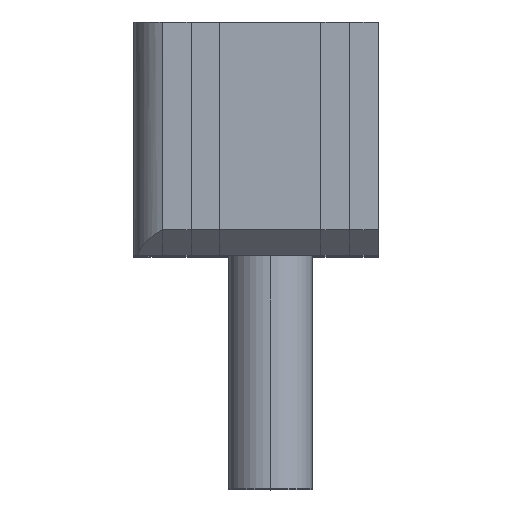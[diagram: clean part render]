
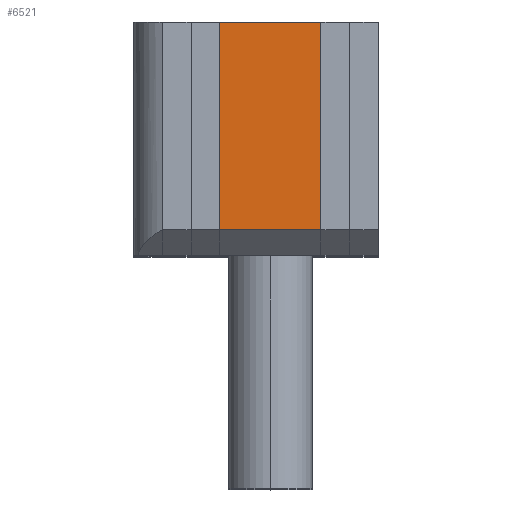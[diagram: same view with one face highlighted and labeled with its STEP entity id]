
A CAD part, top view. The second image highlights one B-rep face of the part: STEP entity #6521.
In plain terms, the highlighted planar face has unit normal (0, 0, 1).
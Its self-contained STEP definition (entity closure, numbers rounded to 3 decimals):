
#26 = FACE_OUTER_BOUND ( 'NONE', #7042, .T. ) ;
#50 = VERTEX_POINT ( 'NONE', #6407 ) ;
#198 = VERTEX_POINT ( 'NONE', #587 ) ;
#230 = EDGE_CURVE ( 'NONE', #50, #198, #2513, .T. ) ;
#587 = CARTESIAN_POINT ( 'NONE',  ( -2.6, 6.5, 30. ) ) ;
#702 = CARTESIAN_POINT ( 'NONE',  ( 2.6, 6.5, 30. ) ) ;
#857 = ORIENTED_EDGE ( 'NONE', *, *, #5371, .F. ) ;
#1264 = LINE ( 'NONE', #5347, #5045 ) ;
#1858 = DIRECTION ( 'NONE',  ( 0., -1., 0. ) ) ;
#2285 = VECTOR ( 'NONE', #3182, 1000. ) ;
#2335 = CARTESIAN_POINT ( 'NONE',  ( 2.6, 0., 30. ) ) ;
#2393 = DIRECTION ( 'NONE',  ( -1., 0., 0. ) ) ;
#2476 = PLANE ( 'NONE',  #5708 ) ;
#2513 = LINE ( 'NONE', #702, #6698 ) ;
#2553 = ORIENTED_EDGE ( 'NONE', *, *, #230, .T. ) ;
#2992 = DIRECTION ( 'NONE',  ( 0., 0., -1. ) ) ;
#3182 = DIRECTION ( 'NONE',  ( -1., 0., 0. ) ) ;
#3655 = CARTESIAN_POINT ( 'NONE',  ( -2.6, -4.2, 30. ) ) ;
#3681 = DIRECTION ( 'NONE',  ( 0., -1., 0. ) ) ;
#3698 = CARTESIAN_POINT ( 'NONE',  ( 2.6, -4.2, 30. ) ) ;
#4127 = ORIENTED_EDGE ( 'NONE', *, *, #4782, .T. ) ;
#4568 = VECTOR ( 'NONE', #1858, 1000. ) ;
#4782 = EDGE_CURVE ( 'NONE', #198, #7276, #1264, .T. ) ;
#5045 = VECTOR ( 'NONE', #3681, 1000. ) ;
#5347 = CARTESIAN_POINT ( 'NONE',  ( -2.6, 0., 30. ) ) ;
#5371 = EDGE_CURVE ( 'NONE', #7074, #7276, #7300, .T. ) ;
#5708 = AXIS2_PLACEMENT_3D ( 'NONE', #7812, #2992, #2393 ) ;
#6168 = EDGE_CURVE ( 'NONE', #50, #7074, #6992, .T. ) ;
#6407 = CARTESIAN_POINT ( 'NONE',  ( 2.6, 6.5, 30. ) ) ;
#6521 = ADVANCED_FACE ( 'NONE', ( #26 ), #2476, .F. ) ;
#6698 = VECTOR ( 'NONE', #7186, 1000. ) ;
#6845 = ORIENTED_EDGE ( 'NONE', *, *, #6168, .F. ) ;
#6992 = LINE ( 'NONE', #2335, #4568 ) ;
#7042 = EDGE_LOOP ( 'NONE', ( #4127, #857, #6845, #2553 ) ) ;
#7074 = VERTEX_POINT ( 'NONE', #7258 ) ;
#7186 = DIRECTION ( 'NONE',  ( -1., 0., 0. ) ) ;
#7258 = CARTESIAN_POINT ( 'NONE',  ( 2.6, -4.2, 30. ) ) ;
#7276 = VERTEX_POINT ( 'NONE', #3655 ) ;
#7300 = LINE ( 'NONE', #3698, #2285 ) ;
#7812 = CARTESIAN_POINT ( 'NONE',  ( 2.6, 0., 30. ) ) ;
